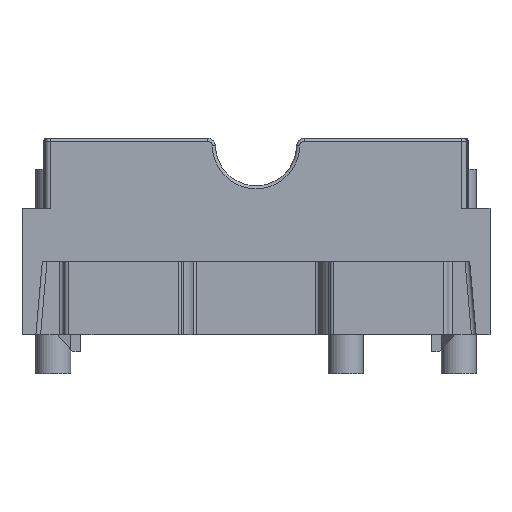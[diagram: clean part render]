
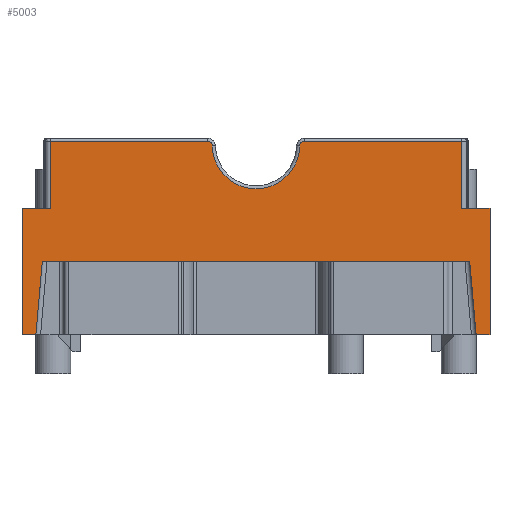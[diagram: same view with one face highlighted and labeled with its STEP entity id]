
A CAD part, front view. The second image highlights one B-rep face of the part: STEP entity #5003.
In plain terms, the highlighted planar face has unit normal (0, -1, 0).
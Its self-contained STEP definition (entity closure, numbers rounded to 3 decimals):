
#26=DIRECTION('',(1.,0.,0.));
#27=VECTOR('',#26,1.8);
#28=CARTESIAN_POINT('',(13.2,0.,0.));
#29=LINE('',#28,#27);
#212=DIRECTION('',(1.,0.,0.));
#213=VECTOR('',#212,1.8);
#214=CARTESIAN_POINT('',(-15.,0.,0.));
#215=LINE('',#214,#213);
#584=DIRECTION('',(0.,0.,-1.));
#585=VECTOR('',#584,8.1);
#586=CARTESIAN_POINT('',(15.,0.,0.));
#587=LINE('',#586,#585);
#912=DIRECTION('',(0.,0.,-1.));
#913=VECTOR('',#912,8.1);
#914=CARTESIAN_POINT('',(-15.,0.,0.));
#915=LINE('',#914,#913);
#916=DIRECTION('',(0.,0.,1.));
#917=VECTOR('',#916,4.3);
#918=CARTESIAN_POINT('',(-13.2,0.,0.));
#919=LINE('',#918,#917);
#920=DIRECTION('',(1.,0.,0.));
#921=VECTOR('',#920,10.1);
#922=CARTESIAN_POINT('',(-13.2,0.,4.3));
#923=LINE('',#922,#921);
#924=CARTESIAN_POINT('',(-3.1,0.,4.));
#925=DIRECTION('',(0.,1.,0.));
#926=DIRECTION('',(0.,0.,1.));
#927=AXIS2_PLACEMENT_3D('',#924,#925,#926);
#929=CARTESIAN_POINT('',(0.,0.,4.05));
#930=DIRECTION('',(0.,-1.,0.));
#931=DIRECTION('',(-1.,0.,-0.016));
#932=AXIS2_PLACEMENT_3D('',#929,#930,#931);
#934=CARTESIAN_POINT('',(3.1,0.,4.));
#935=DIRECTION('',(0.,1.,0.));
#936=DIRECTION('',(-1.,0.,0.016));
#937=AXIS2_PLACEMENT_3D('',#934,#935,#936);
#939=DIRECTION('',(1.,0.,0.));
#940=VECTOR('',#939,10.1);
#941=CARTESIAN_POINT('',(3.1,0.,4.3));
#942=LINE('',#941,#940);
#943=DIRECTION('',(-0.087,0.,0.996));
#944=VECTOR('',#943,4.718);
#945=CARTESIAN_POINT('',(14.111,0.,-8.1));
#946=LINE('',#945,#944);
#947=DIRECTION('',(0.087,0.,0.996));
#948=VECTOR('',#947,4.718);
#949=CARTESIAN_POINT('',(-14.111,0.,-8.1));
#950=LINE('',#949,#948);
#1085=DIRECTION('',(1.,0.,0.));
#1086=VECTOR('',#1085,0.889);
#1087=CARTESIAN_POINT('',(14.111,0.,-8.1));
#1088=LINE('',#1087,#1086);
#1109=DIRECTION('',(1.,0.,0.));
#1110=VECTOR('',#1109,0.889);
#1111=CARTESIAN_POINT('',(-15.,0.,-8.1));
#1112=LINE('',#1111,#1110);
#1259=DIRECTION('',(1.,0.,0.));
#1260=VECTOR('',#1259,27.4);
#1261=CARTESIAN_POINT('',(-13.7,0.,-3.4));
#1262=LINE('',#1261,#1260);
#2573=DIRECTION('',(0.,0.,1.));
#2574=VECTOR('',#2573,4.3);
#2575=CARTESIAN_POINT('',(13.2,0.,0.));
#2576=LINE('',#2575,#2574);
#3096=CARTESIAN_POINT('',(15.,0.,-8.1));
#3098=VERTEX_POINT('',#3096);
#3106=CARTESIAN_POINT('',(-15.,0.,-8.1));
#3107=VERTEX_POINT('',#3106);
#3108=CARTESIAN_POINT('',(-15.,0.,0.));
#3109=VERTEX_POINT('',#3108);
#3110=CARTESIAN_POINT('',(15.,0.,0.));
#3111=VERTEX_POINT('',#3110);
#3430=CARTESIAN_POINT('',(-13.2,0.,0.));
#3431=VERTEX_POINT('',#3430);
#3432=CARTESIAN_POINT('',(13.2,0.,0.));
#3434=VERTEX_POINT('',#3432);
#3546=CARTESIAN_POINT('',(-13.2,0.,4.3));
#3547=VERTEX_POINT('',#3546);
#3550=CARTESIAN_POINT('',(-3.1,0.,4.3));
#3551=VERTEX_POINT('',#3550);
#3554=CARTESIAN_POINT('',(-2.8,0.,4.005));
#3555=VERTEX_POINT('',#3554);
#3558=CARTESIAN_POINT('',(2.8,0.,4.005));
#3559=VERTEX_POINT('',#3558);
#3562=CARTESIAN_POINT('',(3.1,0.,4.3));
#3563=VERTEX_POINT('',#3562);
#3566=CARTESIAN_POINT('',(13.2,0.,4.3));
#3567=VERTEX_POINT('',#3566);
#3712=CARTESIAN_POINT('',(-14.111,0.,-8.1));
#3713=VERTEX_POINT('',#3712);
#3714=CARTESIAN_POINT('',(14.111,0.,-8.1));
#3715=VERTEX_POINT('',#3714);
#3716=CARTESIAN_POINT('',(-13.7,0.,-3.4));
#3717=VERTEX_POINT('',#3716);
#3718=CARTESIAN_POINT('',(13.7,0.,-3.4));
#3719=VERTEX_POINT('',#3718);
#4968=CARTESIAN_POINT('',(-15.,0.,0.));
#4969=DIRECTION('',(0.,-1.,0.));
#4970=DIRECTION('',(1.,0.,0.));
#4971=AXIS2_PLACEMENT_3D('',#4968,#4969,#4970);
#4972=PLANE('',#4971);
#4974=ORIENTED_EDGE('',*,*,#4973,.F.);
#4975=ORIENTED_EDGE('',*,*,#4822,.F.);
#4976=ORIENTED_EDGE('',*,*,#4076,.T.);
#4978=ORIENTED_EDGE('',*,*,#4977,.T.);
#4980=ORIENTED_EDGE('',*,*,#4979,.T.);
#4982=ORIENTED_EDGE('',*,*,#4981,.T.);
#4984=ORIENTED_EDGE('',*,*,#4983,.T.);
#4986=ORIENTED_EDGE('',*,*,#4985,.T.);
#4988=ORIENTED_EDGE('',*,*,#4987,.T.);
#4990=ORIENTED_EDGE('',*,*,#4989,.F.);
#4991=ORIENTED_EDGE('',*,*,#3996,.T.);
#4992=ORIENTED_EDGE('',*,*,#4354,.T.);
#4994=ORIENTED_EDGE('',*,*,#4993,.F.);
#4996=ORIENTED_EDGE('',*,*,#4995,.T.);
#4998=ORIENTED_EDGE('',*,*,#4997,.F.);
#5000=ORIENTED_EDGE('',*,*,#4999,.F.);
#5001=EDGE_LOOP('',(#4974,#4975,#4976,#4978,#4980,#4982,#4984,#4986,#4988,#4990,
#4991,#4992,#4994,#4996,#4998,#5000));
#5002=FACE_OUTER_BOUND('',#5001,.F.);
#5003=ADVANCED_FACE('',(#5002),#4972,.T.);
#928=CIRCLE('',#927,0.3);
#933=CIRCLE('',#932,2.8);
#938=CIRCLE('',#937,0.3);
#3996=EDGE_CURVE('',#3434,#3111,#29,.T.);
#4076=EDGE_CURVE('',#3109,#3431,#215,.T.);
#4354=EDGE_CURVE('',#3111,#3098,#587,.T.);
#4822=EDGE_CURVE('',#3109,#3107,#915,.T.);
#4973=EDGE_CURVE('',#3107,#3713,#1112,.T.);
#4977=EDGE_CURVE('',#3431,#3547,#919,.T.);
#4979=EDGE_CURVE('',#3547,#3551,#923,.T.);
#4981=EDGE_CURVE('',#3551,#3555,#928,.T.);
#4983=EDGE_CURVE('',#3555,#3559,#933,.T.);
#4985=EDGE_CURVE('',#3559,#3563,#938,.T.);
#4987=EDGE_CURVE('',#3563,#3567,#942,.T.);
#4989=EDGE_CURVE('',#3434,#3567,#2576,.T.);
#4993=EDGE_CURVE('',#3715,#3098,#1088,.T.);
#4995=EDGE_CURVE('',#3715,#3719,#946,.T.);
#4997=EDGE_CURVE('',#3717,#3719,#1262,.T.);
#4999=EDGE_CURVE('',#3713,#3717,#950,.T.);
